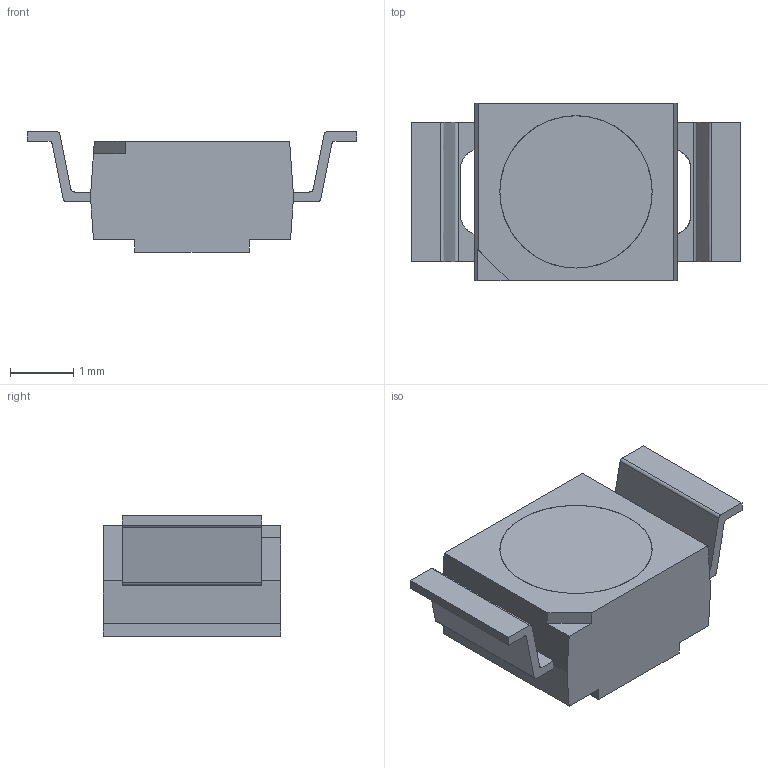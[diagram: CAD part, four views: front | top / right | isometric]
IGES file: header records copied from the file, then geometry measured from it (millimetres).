
Start section: SolidWorks IGES file using analytic representation for surfaces
Global section: file name: AA3528-09.igs; native system: SolidWorks 2014; preprocessor: SolidWorks 2014; author: evant; date: 200129.143812; units: millimetre
Bounding box: 5.2 x 2.8 x 1.9 mm (x, y, z)
Surface area: 71.1 mm2 (no closed solid volume)
Topology: 0 solids, 0 shells, 60 faces, 469 edges, 469 vertices
Faces by surface type: bspline 44, revolution 16
